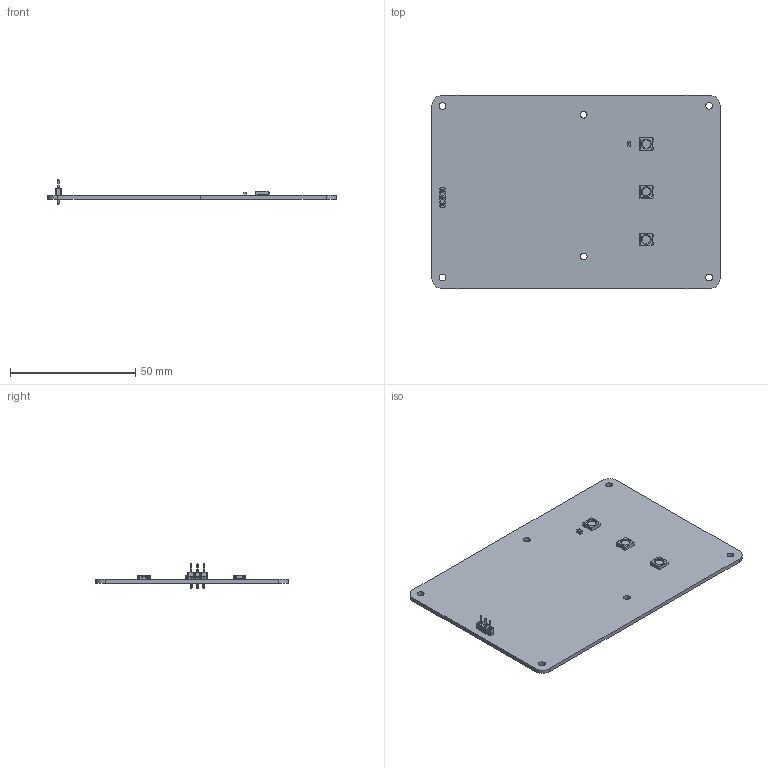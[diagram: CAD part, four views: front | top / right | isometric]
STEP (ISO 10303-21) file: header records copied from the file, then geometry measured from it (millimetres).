
FILE_DESCRIPTION(('KiCad electronic assembly'),'2;1');
FILE_NAME('TestProject.step','2020-04-02T17:05:47',('An Author'),( 'A Company'),'Open CASCADE STEP processor 6.9', 'KiCad to STEP converter','Unknown');
FILE_SCHEMA(('AUTOMOTIVE_DESIGN { 1 0 10303 214 1 1 1 1 }'));
Length unit declared in the file: millimetre
Products named in the file (9): Open CASCADE STEP translator 6.9 1; mill-max-800-10-003-10-002000; COMPOUND; LED_WS2812B_PLCC4_5.0x5.0mm_P3.2mm; SOLID; C_0805_2012Metric
Assembly tree (12 placements, depth 3):
  Open CASCADE STEP translator 6.9 1
    mill-max-800-10-003-10-002000
      COMPOUND
      COMPOUND  x3
    LED_WS2812B_PLCC4_5.0x5.0mm_P3.2mm  x3
      SOLID
    C_0805_2012Metric
      SOLID
    COMPOUND
Bounding box: 114.9 x 77 x 9.78 mm (x, y, z)
Volume: 14180.5 mm3; surface area: 18807.6 mm2
Topology: 5 solids, 119 shells, 367 faces, 1884 edges, 1622 vertices
Faces by surface type: plane 159, cylinder 91, revolution 66, bspline 48, cone 3
Full cylindrical faces by diameter (mm): 1 x3, 2.7 x6, 3.333 x3
Entity records: 20678 total; most frequent: CARTESIAN_POINT 6148, DIRECTION 1729, ORIENTED_EDGE 1376, PCURVE 1376, DEFINITIONAL_REPRESENTATION 1376, B_SPLINE_CURVE_WITH_KNOTS 1150, LINE 1052, VECTOR 1052
